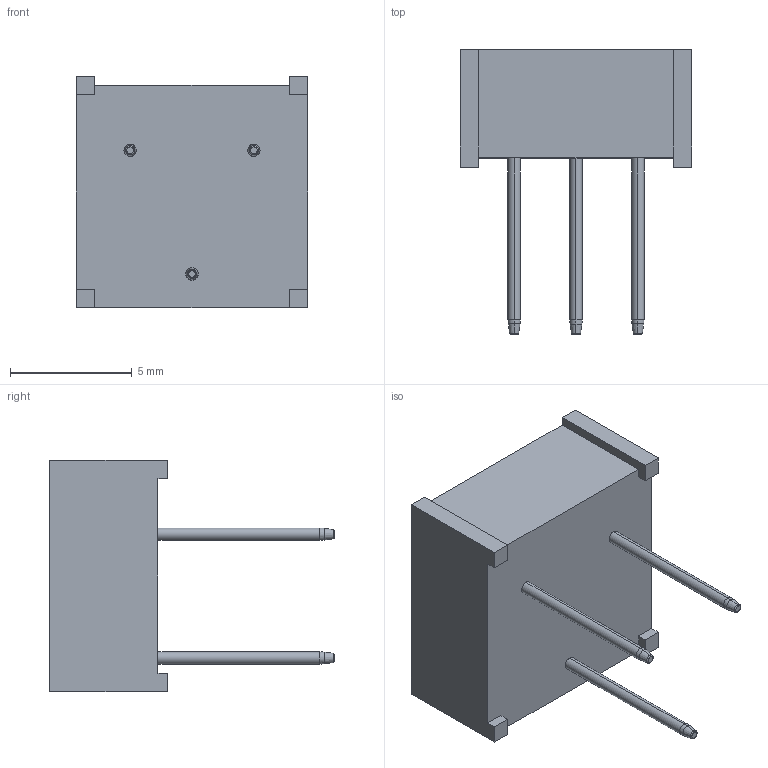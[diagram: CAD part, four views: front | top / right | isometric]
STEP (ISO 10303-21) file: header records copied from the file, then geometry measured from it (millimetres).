
FILE_DESCRIPTION (( 'STEP AP214' ), '1' );
FILE_NAME ('3386Y-1-101.STEP', '2021-12-31T22:27:16', ( '' ), ( '' ), 'SwSTEP 2.0', 'SolidWorks 2017', '' );
FILE_SCHEMA (( 'AUTOMOTIVE_DESIGN' ));
Length unit declared in the file: inch
Products named in the file (1): 3386Y-1-101
Bounding box: 9.53 x 11.68 x 9.53 mm (x, y, z)
Volume: 392.9 mm3; surface area: 436.8 mm2
Topology: 5 solids, 5 shells, 79 faces, 183 edges, 115 vertices
Faces by surface type: plane 39, cylinder 17, torus 12, cone 11
Entity records: 2330 total; most frequent: DIRECTION 412, CARTESIAN_POINT 390, ORIENTED_EDGE 366, EDGE_CURVE 183, AXIS2_PLACEMENT_3D 153, VERTEX_POINT 115, LINE 106, VECTOR 106
